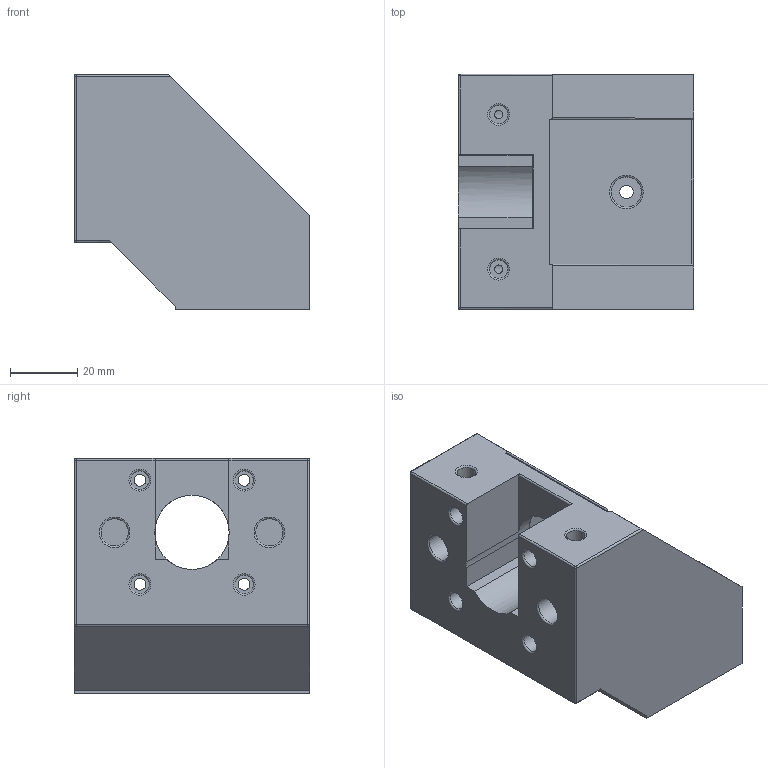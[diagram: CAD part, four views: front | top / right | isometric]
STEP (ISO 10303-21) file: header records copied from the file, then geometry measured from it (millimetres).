
FILE_DESCRIPTION(('FreeCAD Model'),'2;1');
FILE_NAME('Open CASCADE Shape Model','2023-05-15T18:11:29',(''),(''), 'Open CASCADE STEP processor 7.6','FreeCAD','Unknown');
FILE_SCHEMA(('AUTOMOTIVE_DESIGN { 1 0 10303 214 1 1 1 1 }'));
Length unit declared in the file: millimetre
Products named in the file (1): Body
Bounding box: 70 x 70 x 70 mm (x, y, z)
Volume: 177106.4 mm3; surface area: 33296.5 mm2
Topology: 1 solids, 1 shells, 88 faces, 217 edges, 135 vertices
Faces by surface type: plane 38, cylinder 31, torus 15, sphere 4
Full cylindrical faces by diameter (mm): 2.5 x2, 3.5 x4, 4 x1, 5.5 x6, 8.1 x2, 9 x1, 22.1 x1
Entity records: 5940 total; most frequent: CARTESIAN_POINT 1497, DIRECTION 873, LINE 464, VECTOR 464, ORIENTED_EDGE 426, PCURVE 426, DEFINITIONAL_REPRESENTATION 426, EDGE_CURVE 213
